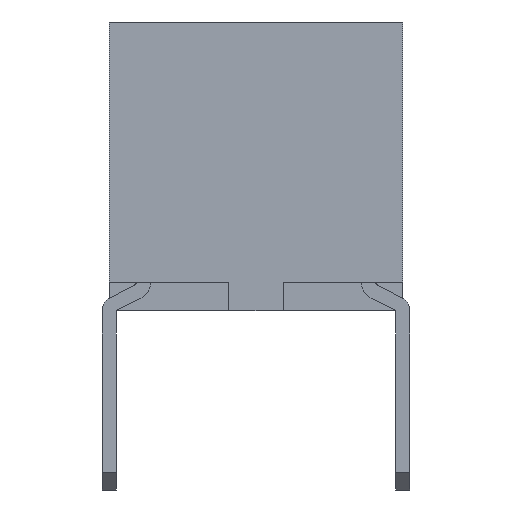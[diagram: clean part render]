
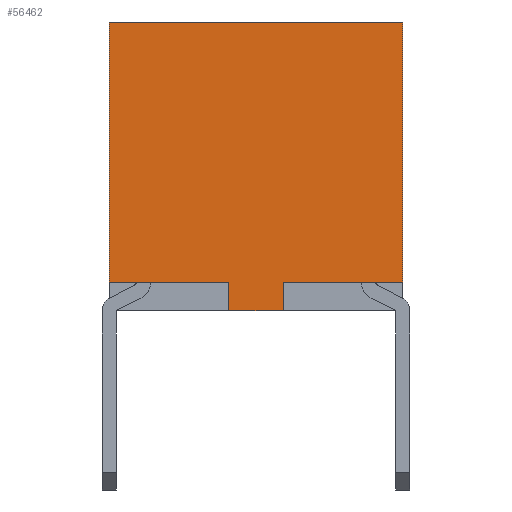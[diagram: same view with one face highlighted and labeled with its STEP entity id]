
A CAD part, front view. The second image highlights one B-rep face of the part: STEP entity #56462.
In plain terms, the highlighted face is planar.
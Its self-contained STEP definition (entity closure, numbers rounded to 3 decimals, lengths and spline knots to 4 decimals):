
#14441=ORIENTED_EDGE('',*,*,#20720,.F.);
#14442=ORIENTED_EDGE('',*,*,#20794,.T.);
#14443=ORIENTED_EDGE('',*,*,#20724,.F.);
#14444=ORIENTED_EDGE('',*,*,#19926,.F.);
#14445=ORIENTED_EDGE('',*,*,#20780,.T.);
#14446=ORIENTED_EDGE('',*,*,#20795,.T.);
#14447=ORIENTED_EDGE('',*,*,#20796,.T.);
#14448=ORIENTED_EDGE('',*,*,#19717,.F.);
#19717=EDGE_CURVE('',#24027,#24028,#27947,.T.);
#19926=EDGE_CURVE('',#24163,#24164,#28087,.T.);
#20720=EDGE_CURVE('',#24642,#24027,#28878,.T.);
#20724=EDGE_CURVE('',#24164,#24643,#28882,.T.);
#20780=EDGE_CURVE('',#24163,#24675,#28938,.T.);
#20794=EDGE_CURVE('',#24642,#24643,#28952,.T.);
#20795=EDGE_CURVE('',#24675,#24676,#28953,.T.);
#20796=EDGE_CURVE('',#24676,#24028,#28954,.T.);
#24027=VERTEX_POINT('',#82580);
#24028=VERTEX_POINT('',#82582);
#24163=VERTEX_POINT('',#83038);
#24164=VERTEX_POINT('',#83040);
#24642=VERTEX_POINT('',#84632);
#24643=VERTEX_POINT('',#84637);
#24675=VERTEX_POINT('',#84751);
#24676=VERTEX_POINT('',#84768);
#27947=LINE('',#82581,#32249);
#28087=LINE('',#83039,#32389);
#28878=LINE('',#84633,#33180);
#28882=LINE('',#84640,#33184);
#28938=LINE('',#84750,#33240);
#28952=LINE('',#84766,#33254);
#28953=LINE('',#84767,#33255);
#28954=LINE('',#84769,#33256);
#32249=VECTOR('',#69628,1000.);
#32389=VECTOR('',#70024,1000.);
#33180=VECTOR('',#71455,1000.);
#33184=VECTOR('',#71461,1000.);
#33240=VECTOR('',#71565,1000.);
#33254=VECTOR('',#71581,1000.);
#33255=VECTOR('',#71582,1000.);
#33256=VECTOR('',#71583,1000.);
#35519=EDGE_LOOP('',(#14441,#14442,#14443,#14444,#14445,#14446,#14447,#14448));
#37787=FACE_BOUND('',#35519,.T.);
#39147=PLANE('',#60089);
#56462=ADVANCED_FACE('',(#37787),#39147,.T.);
#60089=AXIS2_PLACEMENT_3D('',#84765,#71579,#71580);
#69628=DIRECTION('',(0.,-1.,0.));
#70024=DIRECTION('',(0.,-1.,0.));
#71455=DIRECTION('',(0.,0.,1.));
#71461=DIRECTION('',(0.,0.,-1.));
#71565=DIRECTION('',(0.,0.,1.));
#71579=DIRECTION('',(1.,0.,0.));
#71580=DIRECTION('',(0.,0.,-1.));
#71581=DIRECTION('',(0.,1.,0.));
#71582=DIRECTION('',(0.,-1.,0.));
#71583=DIRECTION('',(0.,0.,-1.));
#82580=CARTESIAN_POINT('',(16.81,-0.47,-2.));
#82581=CARTESIAN_POINT('',(16.81,-0.47,-2.));
#82582=CARTESIAN_POINT('',(16.81,-2.54,-2.));
#83038=CARTESIAN_POINT('',(16.81,2.54,-2.));
#83039=CARTESIAN_POINT('',(16.81,2.54,-2.));
#83040=CARTESIAN_POINT('',(16.81,0.47,-2.));
#84632=CARTESIAN_POINT('',(16.81,-0.47,-2.5));
#84633=CARTESIAN_POINT('',(16.81,-0.47,-2.5));
#84637=CARTESIAN_POINT('',(16.81,0.47,-2.5));
#84640=CARTESIAN_POINT('',(16.81,0.47,-2.));
#84750=CARTESIAN_POINT('',(16.81,2.54,-2.5));
#84751=CARTESIAN_POINT('',(16.81,2.54,2.5));
#84765=CARTESIAN_POINT('',(16.81,0.,0.));
#84766=CARTESIAN_POINT('',(16.81,-2.54,-2.5));
#84767=CARTESIAN_POINT('',(16.81,2.54,2.5));
#84768=CARTESIAN_POINT('',(16.81,-2.54,2.5));
#84769=CARTESIAN_POINT('',(16.81,-2.54,2.5));
